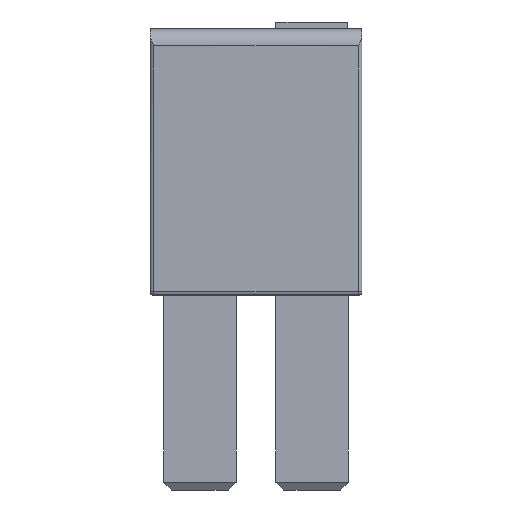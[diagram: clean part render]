
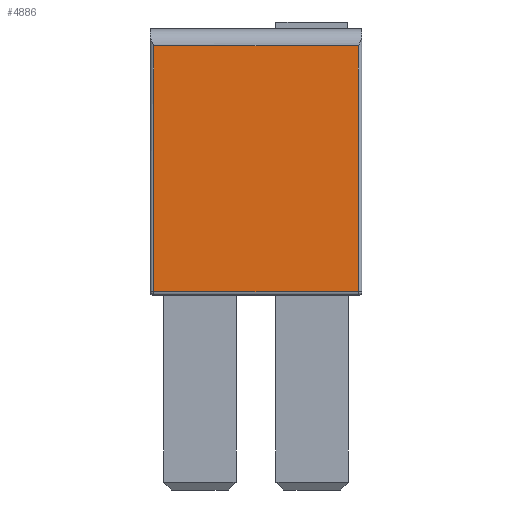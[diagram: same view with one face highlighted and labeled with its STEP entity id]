
A CAD part, front view. The second image highlights one B-rep face of the part: STEP entity #4886.
In plain terms, the highlighted planar face has unit normal (0, -1, 0).
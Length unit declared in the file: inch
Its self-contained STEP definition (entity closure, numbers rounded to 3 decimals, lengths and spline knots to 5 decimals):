
#415=FACE_OUTER_BOUND('',#700,.T.);
#700=EDGE_LOOP('',(#4423,#4424,#4425,#4426));
#1371=LINE('',#8791,#1872);
#1373=LINE('',#8818,#1874);
#1376=LINE('',#8823,#1877);
#1378=LINE('',#8826,#1879);
#1872=VECTOR('',#5928,0.3937);
#1874=VECTOR('',#5936,0.3937);
#1877=VECTOR('',#5943,0.3937);
#1879=VECTOR('',#5947,0.3937);
#2334=VERTEX_POINT('',#8778);
#2335=VERTEX_POINT('',#8782);
#2338=VERTEX_POINT('',#8789);
#2339=VERTEX_POINT('',#8790);
#3021=EDGE_CURVE('',#2338,#2339,#1371,.T.);
#3027=EDGE_CURVE('',#2335,#2338,#1373,.T.);
#3030=EDGE_CURVE('',#2334,#2335,#1376,.T.);
#3032=EDGE_CURVE('',#2339,#2334,#1378,.T.);
#4423=ORIENTED_EDGE('',*,*,#3021,.F.);
#4424=ORIENTED_EDGE('',*,*,#3027,.F.);
#4425=ORIENTED_EDGE('',*,*,#3030,.F.);
#4426=ORIENTED_EDGE('',*,*,#3032,.F.);
#4592=PLANE('',#5085);
#4886=ADVANCED_FACE('',(#415),#4592,.T.);
#5085=AXIS2_PLACEMENT_3D('',#8839,#5968,#5969);
#5928=DIRECTION('',(1.,0.,0.));
#5936=DIRECTION('',(0.,0.,1.));
#5943=DIRECTION('',(-1.,0.,0.));
#5947=DIRECTION('',(0.,0.,-1.));
#5968=DIRECTION('center_axis',(0.,-1.,0.));
#5969=DIRECTION('ref_axis',(0.,0.,-1.));
#8778=CARTESIAN_POINT('',(0.61,0.,-0.77));
#8782=CARTESIAN_POINT('',(0.01,0.,-0.77));
#8789=CARTESIAN_POINT('',(0.01,0.,-0.05));
#8790=CARTESIAN_POINT('',(0.61,0.,-0.05));
#8791=CARTESIAN_POINT('',(0.155,0.,-0.05));
#8818=CARTESIAN_POINT('',(0.01,0.,0.));
#8823=CARTESIAN_POINT('',(0.155,0.,-0.77));
#8826=CARTESIAN_POINT('',(0.61,0.,0.));
#8839=CARTESIAN_POINT('Origin',(0.,0.,0.));
